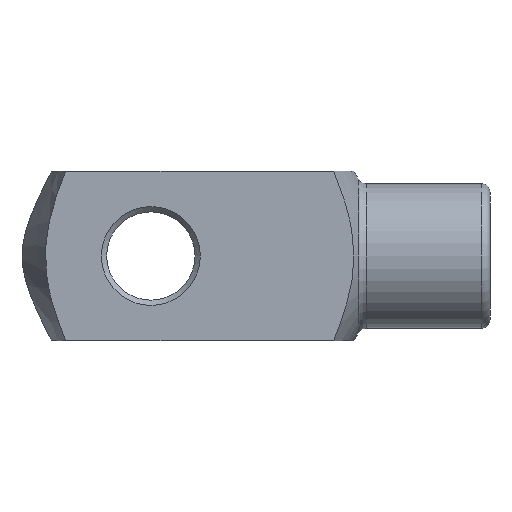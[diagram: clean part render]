
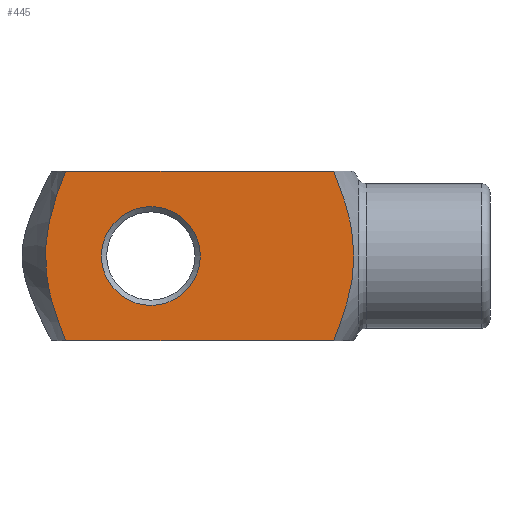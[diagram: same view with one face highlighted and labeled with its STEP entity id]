
A CAD part, left-side view. The second image highlights one B-rep face of the part: STEP entity #445.
In plain terms, the highlighted planar face has unit normal (-1, 0, 0).
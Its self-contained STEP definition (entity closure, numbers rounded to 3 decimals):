
#9 = CARTESIAN_POINT ( 'NONE',  ( -48., 48.242, 48. ) ) ;
#10 = CARTESIAN_POINT ( 'NONE',  ( -48., -105.046, 44.163 ) ) ;
#20 = LINE ( 'NONE', #850, #357 ) ;
#40 = DIRECTION ( 'NONE',  ( 1., 0., 0. ) ) ;
#67 = CARTESIAN_POINT ( 'NONE',  ( -48., 58.532, 14.345 ) ) ;
#71 = CARTESIAN_POINT ( 'NONE',  ( -48., 59.412, -7.263 ) ) ;
#77 = CARTESIAN_POINT ( 'NONE',  ( -48., -112.079, -22.464 ) ) ;
#119 = CARTESIAN_POINT ( 'NONE',  ( -48., 54.013, -32.504 ) ) ;
#128 = CARTESIAN_POINT ( 'NONE',  ( -48., 73., 48. ) ) ;
#137 = CARTESIAN_POINT ( 'NONE',  ( -48., 49.808, 44.164 ) ) ;
#140 = ORIENTED_EDGE ( 'NONE', *, *, #696, .T. ) ;
#141 = CARTESIAN_POINT ( 'NONE',  ( -48., -113.77, -14.342 ) ) ;
#145 = CARTESIAN_POINT ( 'NONE',  ( -48., -113.446, 16.561 ) ) ;
#157 = CARTESIAN_POINT ( 'NONE',  ( -48., -106.53, 40.303 ) ) ;
#165 = VERTEX_POINT ( 'NONE', #9 ) ;
#184 = CARTESIAN_POINT ( 'NONE',  ( -48., 58.172, 16.38 ) ) ;
#188 = CARTESIAN_POINT ( 'NONE',  ( -48., 55.248, -28.571 ) ) ;
#201 = B_SPLINE_CURVE_WITH_KNOTS ( 'NONE', 3,
 ( #502, #293, #848, #302, #436, #773, #77, #622, #223, #439, #141, #630, #509, #692, #497, #361, #561, #573, #689, #145, #354, #783, #232, #157, #10, #218 ),
 .UNSPECIFIED., .F., .F.,
 ( 4, 2, 2, 2, 2, 2, 2, 2, 2, 2, 2, 2, 4 ),
 ( 0.109, 0.121, 0.134, 0.137, 0.14, 0.146, 0.159, 0.165, 0.168, 0.171, 0.184, 0.196, 0.209 ),
 .UNSPECIFIED. ) ;
#218 = CARTESIAN_POINT ( 'NONE',  ( -48., -103.48, 48. ) ) ;
#223 = CARTESIAN_POINT ( 'NONE',  ( -48., -112.781, -19.423 ) ) ;
#232 = CARTESIAN_POINT ( 'NONE',  ( -48., -109.249, 32.509 ) ) ;
#236 = PLANE ( 'NONE',  #499 ) ;
#237 = EDGE_CURVE ( 'NONE', #397, #784, #20, .T. ) ;
#239 = ORIENTED_EDGE ( 'NONE', *, *, #650, .F. ) ;
#260 = CARTESIAN_POINT ( 'NONE',  ( -48., 57.346, -20.599 ) ) ;
#264 = CIRCLE ( 'NONE', #628, 28. ) ;
#279 = CARTESIAN_POINT ( 'NONE',  ( -48., 54.024, 32.472 ) ) ;
#282 = VECTOR ( 'NONE', #674, 1000. ) ;
#293 = CARTESIAN_POINT ( 'NONE',  ( -48., -105.045, -44.164 ) ) ;
#294 = CARTESIAN_POINT ( 'NONE',  ( -48., 48.242, -48. ) ) ;
#295 = EDGE_CURVE ( 'NONE', #165, #397, #623, .T. ) ;
#301 = DIRECTION ( 'NONE',  ( 0., -1., 0. ) ) ;
#302 = CARTESIAN_POINT ( 'NONE',  ( -48., -109.261, -32.473 ) ) ;
#324 = DIRECTION ( 'NONE',  ( 0., 1., 0. ) ) ;
#335 = CARTESIAN_POINT ( 'NONE',  ( -48., 48.242, 48. ) ) ;
#351 = CARTESIAN_POINT ( 'NONE',  ( -48., 59.643, -4.145 ) ) ;
#354 = CARTESIAN_POINT ( 'NONE',  ( -48., -112.583, 20.602 ) ) ;
#357 = VECTOR ( 'NONE', #301, 1000. ) ;
#361 = CARTESIAN_POINT ( 'NONE',  ( -48., -114.65, 7.259 ) ) ;
#391 = FACE_OUTER_BOUND ( 'NONE', #732, .T. ) ;
#397 = VERTEX_POINT ( 'NONE', #294 ) ;
#400 = VERTEX_POINT ( 'NONE', #669 ) ;
#406 = CARTESIAN_POINT ( 'NONE',  ( -48., 59.721, -2.074 ) ) ;
#425 = CARTESIAN_POINT ( 'NONE',  ( -48., 55.267, 28.512 ) ) ;
#436 = CARTESIAN_POINT ( 'NONE',  ( -48., -110.504, -28.514 ) ) ;
#439 = CARTESIAN_POINT ( 'NONE',  ( -48., -113.41, -16.377 ) ) ;
#445 = ADVANCED_FACE ( 'NONE', ( #810, #391 ), #236, .F. ) ;
#450 = CARTESIAN_POINT ( 'NONE',  ( -48., -103.48, -48. ) ) ;
#464 = CARTESIAN_POINT ( 'NONE',  ( -48., 58.954, -11.417 ) ) ;
#468 = VERTEX_POINT ( 'NONE', #790 ) ;
#478 = ORIENTED_EDGE ( 'NONE', *, *, #237, .T. ) ;
#497 = CARTESIAN_POINT ( 'NONE',  ( -48., -114.881, 4.145 ) ) ;
#499 = AXIS2_PLACEMENT_3D ( 'NONE', #726, #40, #651 ) ;
#502 = CARTESIAN_POINT ( 'NONE',  ( -48., -103.48, -48. ) ) ;
#509 = CARTESIAN_POINT ( 'NONE',  ( -48., -114.959, -4.117 ) ) ;
#519 = ORIENTED_EDGE ( 'NONE', *, *, #295, .T. ) ;
#533 = CARTESIAN_POINT ( 'NONE',  ( -48., 57.318, 20.436 ) ) ;
#536 = CARTESIAN_POINT ( 'NONE',  ( -48., 59.315, -8.306 ) ) ;
#553 = CARTESIAN_POINT ( 'NONE',  ( -48., 56.589, 23.472 ) ) ;
#561 = CARTESIAN_POINT ( 'NONE',  ( -48., -114.553, 8.3 ) ) ;
#573 = CARTESIAN_POINT ( 'NONE',  ( -48., -114.324, 10.379 ) ) ;
#603 = CARTESIAN_POINT ( 'NONE',  ( -48., 59.41, 8.226 ) ) ;
#622 = CARTESIAN_POINT ( 'NONE',  ( -48., -112.556, -20.437 ) ) ;
#623 = B_SPLINE_CURVE_WITH_KNOTS ( 'NONE', 3,
 ( #335, #137, #664, #279, #425, #553, #812, #533, #690, #184, #67, #603, #881, #406, #351, #71, #536, #876, #464, #729, #260, #188, #119, #733, #668, #832 ),
 .UNSPECIFIED., .F., .F.,
 ( 4, 2, 2, 2, 2, 2, 2, 2, 2, 2, 2, 2, 4 ),
 ( 0.111, 0.124, 0.136, 0.139, 0.142, 0.148, 0.161, 0.167, 0.17, 0.173, 0.186, 0.198, 0.211 ),
 .UNSPECIFIED. ) ;
#628 = AXIS2_PLACEMENT_3D ( 'NONE', #713, #858, #324 ) ;
#630 = CARTESIAN_POINT ( 'NONE',  ( -48., -114.648, -8.22 ) ) ;
#650 = EDGE_CURVE ( 'NONE', #165, #468, #686, .T. ) ;
#651 = DIRECTION ( 'NONE',  ( 0., 0., -1. ) ) ;
#656 = EDGE_LOOP ( 'NONE', ( #807 ) ) ;
#664 = CARTESIAN_POINT ( 'NONE',  ( -48., 51.294, 40.298 ) ) ;
#668 = CARTESIAN_POINT ( 'NONE',  ( -48., 49.809, -44.161 ) ) ;
#669 = CARTESIAN_POINT ( 'NONE',  ( -48., 28., 0. ) ) ;
#674 = DIRECTION ( 'NONE',  ( 0., -1., 0. ) ) ;
#686 = LINE ( 'NONE', #128, #282 ) ;
#689 = CARTESIAN_POINT ( 'NONE',  ( -48., -114.192, 11.413 ) ) ;
#690 = CARTESIAN_POINT ( 'NONE',  ( -48., 57.543, 19.423 ) ) ;
#692 = CARTESIAN_POINT ( 'NONE',  ( -48., -114.958, 2.075 ) ) ;
#696 = EDGE_CURVE ( 'NONE', #784, #468, #201, .T. ) ;
#713 = CARTESIAN_POINT ( 'NONE',  ( -48., 0., 0. ) ) ;
#726 = CARTESIAN_POINT ( 'NONE',  ( -48., 73., -48. ) ) ;
#727 = EDGE_CURVE ( 'NONE', #400, #400, #264, .T. ) ;
#729 = CARTESIAN_POINT ( 'NONE',  ( -48., 58.208, -16.56 ) ) ;
#732 = EDGE_LOOP ( 'NONE', ( #519, #478, #140, #239 ) ) ;
#733 = CARTESIAN_POINT ( 'NONE',  ( -48., 51.293, -40.299 ) ) ;
#773 = CARTESIAN_POINT ( 'NONE',  ( -48., -111.826, -23.476 ) ) ;
#783 = CARTESIAN_POINT ( 'NONE',  ( -48., -110.484, 28.576 ) ) ;
#784 = VERTEX_POINT ( 'NONE', #450 ) ;
#790 = CARTESIAN_POINT ( 'NONE',  ( -48., -103.48, 48. ) ) ;
#807 = ORIENTED_EDGE ( 'NONE', *, *, #727, .T. ) ;
#810 = FACE_BOUND ( 'NONE', #656, .T. ) ;
#812 = CARTESIAN_POINT ( 'NONE',  ( -48., 56.842, 22.46 ) ) ;
#832 = CARTESIAN_POINT ( 'NONE',  ( -48., 48.242, -48. ) ) ;
#848 = CARTESIAN_POINT ( 'NONE',  ( -48., -106.532, -40.298 ) ) ;
#850 = CARTESIAN_POINT ( 'NONE',  ( -48., 73., -48. ) ) ;
#858 = DIRECTION ( 'NONE',  ( 1., 0., 0. ) ) ;
#876 = CARTESIAN_POINT ( 'NONE',  ( -48., 59.086, -10.383 ) ) ;
#881 = CARTESIAN_POINT ( 'NONE',  ( -48., 59.721, 4.122 ) ) ;
